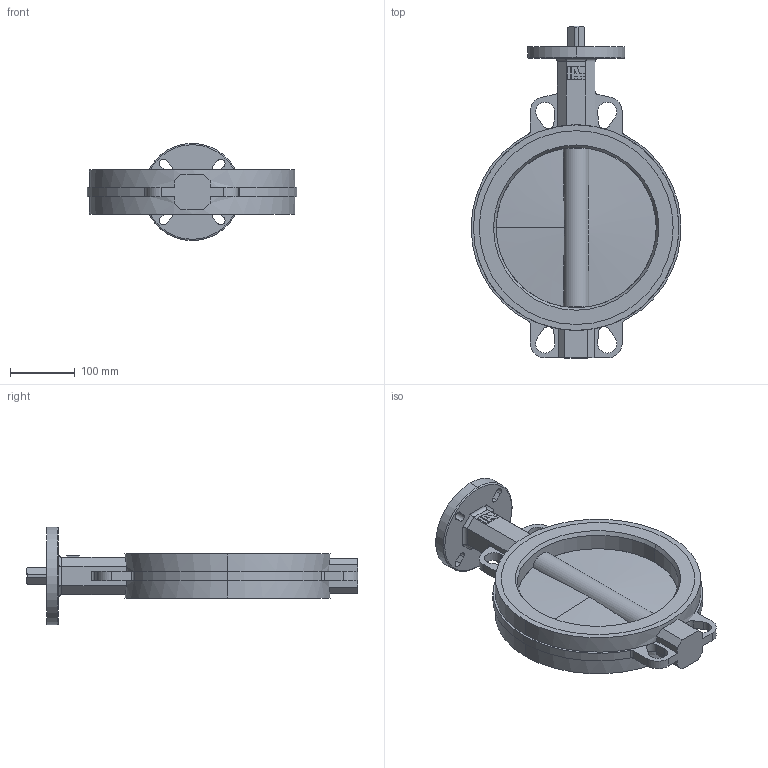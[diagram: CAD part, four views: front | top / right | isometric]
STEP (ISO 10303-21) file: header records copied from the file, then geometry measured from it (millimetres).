
FILE_DESCRIPTION (( 'STEP AP214' ), '1' );
FILE_NAME ('D10250.step', '2013-07-30T15:02:09', ( 'mbuehlmann' ), ( '' ), 'SwSTEP 2.0', 'SolidWorks 2012', '' );
FILE_SCHEMA (( 'AUTOMOTIVE_DESIGN' ));
Length unit declared in the file: millimetre
Products named in the file (6): ia-Logo20; ia-scheibe250_ia-scheibe250; ia-Dichtungbasic_Dichtung250; ia-4kt_ia-4kt250; BO.D10250; D10250
Assembly tree (5 placements, depth 2):
  D10250
    BO.D10250
    ia-4kt_ia-4kt250
    ia-Dichtungbasic_Dichtung250
    ia-scheibe250_ia-scheibe250
    ia-Logo20
Bounding box: 323.42 x 512 x 150 mm (x, y, z)
Volume: 3486127.4 mm3; surface area: 528307.9 mm2
Topology: 5 solids, 5 shells, 184 faces, 512 edges, 330 vertices
Faces by surface type: plane 82, cylinder 72, cone 16, torus 12, sphere 2
Entity records: 6398 total; most frequent: CARTESIAN_POINT 1354, DIRECTION 1038, ORIENTED_EDGE 1018, EDGE_CURVE 509, AXIS2_PLACEMENT_3D 383, VERTEX_POINT 329, LINE 272, VECTOR 272
